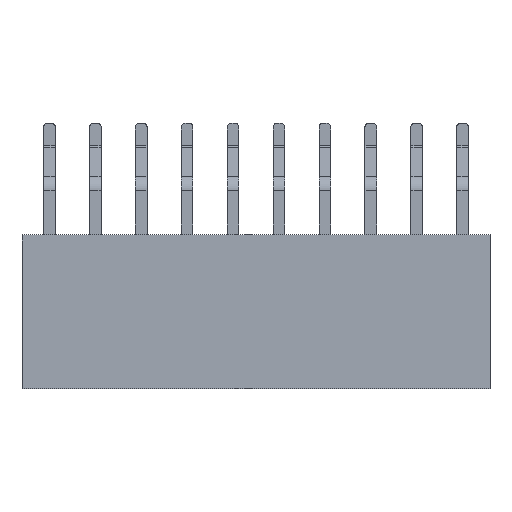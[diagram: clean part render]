
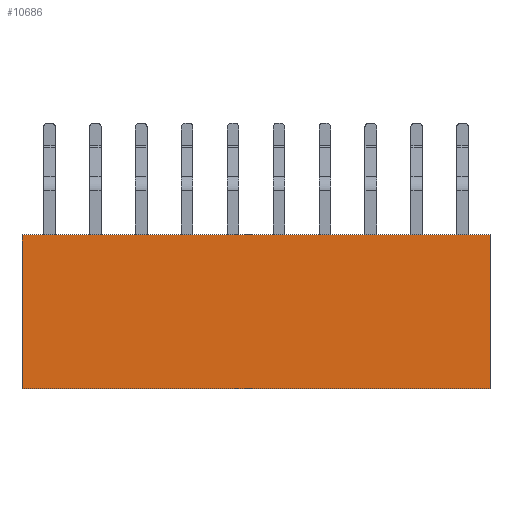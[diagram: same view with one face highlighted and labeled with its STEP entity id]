
A CAD part, top view. The second image highlights one B-rep face of the part: STEP entity #10686.
In plain terms, the highlighted planar face has unit normal (0, 0, 1).
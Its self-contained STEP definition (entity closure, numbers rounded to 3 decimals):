
#636=ORIENTED_EDGE('',*,*,#3752,.F.);
#637=ORIENTED_EDGE('',*,*,#3627,.F.);
#638=ORIENTED_EDGE('',*,*,#3753,.T.);
#639=ORIENTED_EDGE('',*,*,#3742,.T.);
#3627=EDGE_CURVE('',#5185,#5183,#6167,.T.);
#3742=EDGE_CURVE('',#5301,#5300,#6282,.T.);
#3752=EDGE_CURVE('',#5183,#5300,#6292,.T.);
#3753=EDGE_CURVE('',#5185,#5301,#6293,.T.);
#5183=VERTEX_POINT('',#15896);
#5185=VERTEX_POINT('',#15900);
#5300=VERTEX_POINT('',#16149);
#5301=VERTEX_POINT('',#16151);
#6167=LINE('',#15901,#7651);
#6282=LINE('',#16150,#7766);
#6292=LINE('',#16172,#7776);
#6293=LINE('',#16173,#7777);
#7651=VECTOR('',#12761,1000.);
#7766=VECTOR('',#12914,1000.);
#7776=VECTOR('',#12930,1000.);
#7777=VECTOR('',#12931,1000.);
#8908=EDGE_LOOP('',(#636,#637,#638,#639));
#9542=FACE_BOUND('',#8908,.T.);
#10136=PLANE('',#11803);
#10686=ADVANCED_FACE('',(#9542),#10136,.T.);
#11803=AXIS2_PLACEMENT_3D('',#16171,#12928,#12929);
#12761=DIRECTION('',(-1.,0.,0.));
#12914=DIRECTION('',(-1.,0.,0.));
#12928=DIRECTION('',(0.,0.,1.));
#12929=DIRECTION('',(0.,-1.,0.));
#12930=DIRECTION('',(0.,1.,0.));
#12931=DIRECTION('',(0.,1.,0.));
#15896=CARTESIAN_POINT('',(-12.95,-4.25,2.5));
#15900=CARTESIAN_POINT('',(12.95,-4.25,2.5));
#15901=CARTESIAN_POINT('',(12.95,-4.25,2.5));
#16149=CARTESIAN_POINT('',(-12.95,4.25,2.5));
#16150=CARTESIAN_POINT('',(12.95,4.25,2.5));
#16151=CARTESIAN_POINT('',(12.95,4.25,2.5));
#16171=CARTESIAN_POINT('',(12.95,-4.25,2.5));
#16172=CARTESIAN_POINT('',(-12.95,-4.25,2.5));
#16173=CARTESIAN_POINT('',(12.95,-4.25,2.5));
